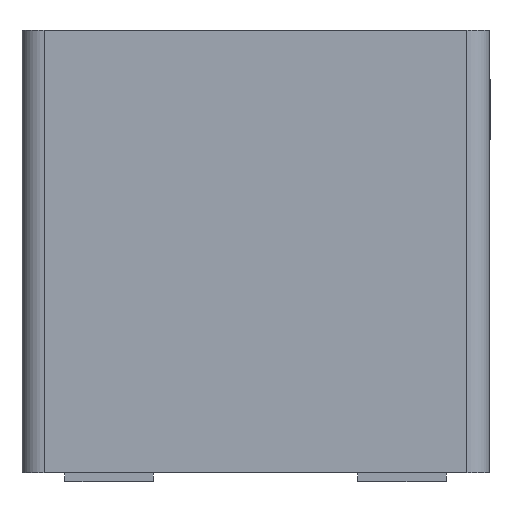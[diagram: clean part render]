
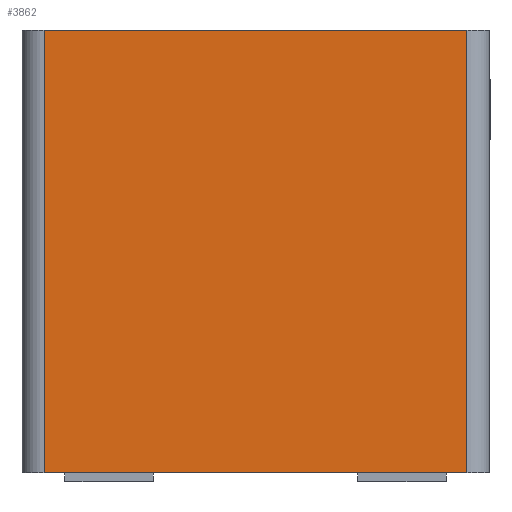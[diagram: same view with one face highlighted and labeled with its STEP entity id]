
A CAD part, front view. The second image highlights one B-rep face of the part: STEP entity #3862.
In plain terms, the highlighted planar face has unit normal (0, -1, 0).
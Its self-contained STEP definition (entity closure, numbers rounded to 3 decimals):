
#158 = ORIENTED_EDGE ( 'NONE', *, *, #10121, .T. ) ;
#234 = EDGE_CURVE ( 'NONE', #9341, #2127, #20168, .T. ) ;
#880 = VECTOR ( 'NONE', #1941, 1000. ) ;
#1941 = DIRECTION ( 'NONE',  ( 0., 0., 1. ) ) ;
#2127 = VERTEX_POINT ( 'NONE', #12498 ) ;
#2152 = LINE ( 'NONE', #11408, #7231 ) ;
#3272 = VECTOR ( 'NONE', #3571, 1000. ) ;
#3571 = DIRECTION ( 'NONE',  ( 1., 0., 0. ) ) ;
#3862 = ADVANCED_FACE ( 'NONE', ( #9771 ), #14994, .F. ) ;
#5817 = EDGE_LOOP ( 'NONE', ( #6938, #158, #14201, #12183 ) ) ;
#6938 = ORIENTED_EDGE ( 'NONE', *, *, #19235, .T. ) ;
#7231 = VECTOR ( 'NONE', #9699, 1000. ) ;
#7923 = CARTESIAN_POINT ( 'NONE',  ( -2.64, -2.74, 5.1 ) ) ;
#8102 = VECTOR ( 'NONE', #14849, 1000. ) ;
#8418 = LINE ( 'NONE', #12179, #3272 ) ;
#8717 = CARTESIAN_POINT ( 'NONE',  ( 2.39, -2.74, 5.1 ) ) ;
#9341 = VERTEX_POINT ( 'NONE', #16387 ) ;
#9699 = DIRECTION ( 'NONE',  ( 0., 0., -1. ) ) ;
#9771 = FACE_OUTER_BOUND ( 'NONE', #5817, .T. ) ;
#10121 = EDGE_CURVE ( 'NONE', #15855, #2127, #17472, .T. ) ;
#11408 = CARTESIAN_POINT ( 'NONE',  ( -2.39, -2.74, 5.1 ) ) ;
#11460 = CARTESIAN_POINT ( 'NONE',  ( 2.39, -2.74, 0.1 ) ) ;
#12047 = DIRECTION ( 'NONE',  ( 0., 1., 0. ) ) ;
#12179 = CARTESIAN_POINT ( 'NONE',  ( -2.64, -2.74, 0.1 ) ) ;
#12183 = ORIENTED_EDGE ( 'NONE', *, *, #15994, .T. ) ;
#12498 = CARTESIAN_POINT ( 'NONE',  ( 2.39, -2.74, 5.1 ) ) ;
#14071 = DIRECTION ( 'NONE',  ( 0., 0., 1. ) ) ;
#14201 = ORIENTED_EDGE ( 'NONE', *, *, #234, .F. ) ;
#14849 = DIRECTION ( 'NONE',  ( 1., 0., 0. ) ) ;
#14900 = VERTEX_POINT ( 'NONE', #19439 ) ;
#14994 = PLANE ( 'NONE',  #17824 ) ;
#15855 = VERTEX_POINT ( 'NONE', #11460 ) ;
#15904 = CARTESIAN_POINT ( 'NONE',  ( -2.64, -2.74, 5.1 ) ) ;
#15994 = EDGE_CURVE ( 'NONE', #9341, #14900, #2152, .T. ) ;
#16387 = CARTESIAN_POINT ( 'NONE',  ( -2.39, -2.74, 5.1 ) ) ;
#17472 = LINE ( 'NONE', #8717, #880 ) ;
#17824 = AXIS2_PLACEMENT_3D ( 'NONE', #15904, #12047, #14071 ) ;
#19235 = EDGE_CURVE ( 'NONE', #14900, #15855, #8418, .T. ) ;
#19439 = CARTESIAN_POINT ( 'NONE',  ( -2.39, -2.74, 0.1 ) ) ;
#20168 = LINE ( 'NONE', #7923, #8102 ) ;
